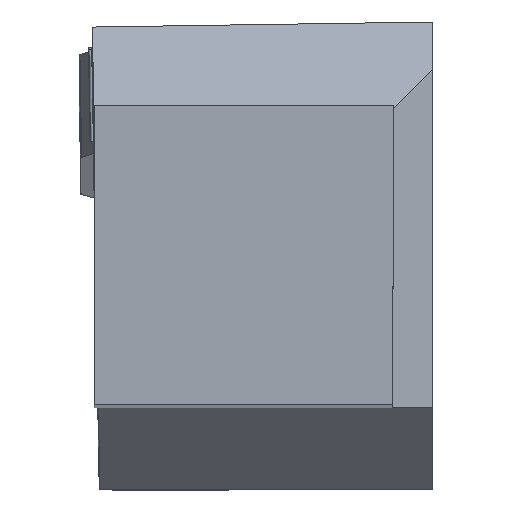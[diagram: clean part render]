
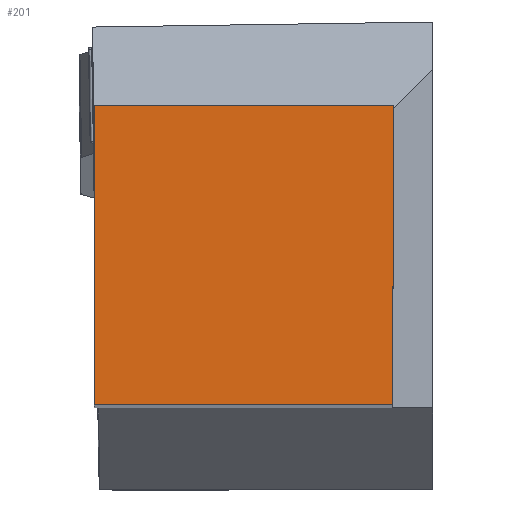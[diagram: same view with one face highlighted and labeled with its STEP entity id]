
A CAD part, top view. The second image highlights one B-rep face of the part: STEP entity #201.
In plain terms, the highlighted planar face has unit normal (0, 0, 1).
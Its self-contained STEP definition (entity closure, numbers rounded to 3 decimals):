
#201=ADVANCED_FACE('BLANK_BOXF006',(#313),#249,.F.);
#249=PLANE('',#1569);
#313=FACE_OUTER_BOUND('',#387,.T.);
#387=EDGE_LOOP('',(#733,#734,#735,#736));
#733=ORIENTED_EDGE('',*,*,#1088,.F.);
#734=ORIENTED_EDGE('',*,*,#1089,.F.);
#735=ORIENTED_EDGE('',*,*,#1090,.F.);
#736=ORIENTED_EDGE('',*,*,#1091,.F.);
#911=VERTEX_POINT('',#2499);
#912=VERTEX_POINT('',#2500);
#913=VERTEX_POINT('',#2502);
#914=VERTEX_POINT('',#2504);
#1088=EDGE_CURVE('',#911,#912,#1236,.T.);
#1089=EDGE_CURVE('',#913,#911,#1237,.T.);
#1090=EDGE_CURVE('',#914,#913,#1238,.T.);
#1091=EDGE_CURVE('',#912,#914,#1239,.T.);
#1236=LINE('',#2498,#1384);
#1237=LINE('',#2501,#1385);
#1238=LINE('',#2503,#1386);
#1239=LINE('',#2505,#1387);
#1384=VECTOR('',#1916,1.);
#1385=VECTOR('',#1917,1.);
#1386=VECTOR('',#1918,1.);
#1387=VECTOR('',#1919,1.);
#1569=AXIS2_PLACEMENT_3D('',#2506,#1920,#1921);
#1916=DIRECTION('',(0.,1.,0.));
#1917=DIRECTION('',(-1.,0.,0.));
#1918=DIRECTION('',(-0.004,-1.,0.));
#1919=DIRECTION('',(1.,0.,0.));
#1920=DIRECTION('',(0.,0.,-1.));
#1921=DIRECTION('',(0.,-1.,0.));
#2498=CARTESIAN_POINT('',(-12.573,-88.9,0.));
#2499=CARTESIAN_POINT('',(-12.573,0.,0.));
#2500=CARTESIAN_POINT('',(-12.573,12.573,0.));
#2501=CARTESIAN_POINT('',(88.9,0.,0.));
#2502=CARTESIAN_POINT('',(-0.055,0.,0.));
#2503=CARTESIAN_POINT('',(0.333,88.899,0.));
#2504=CARTESIAN_POINT('',(0.,12.573,0.));
#2505=CARTESIAN_POINT('',(-88.9,12.573,0.));
#2506=CARTESIAN_POINT('',(-25.781,-3.427,0.));
